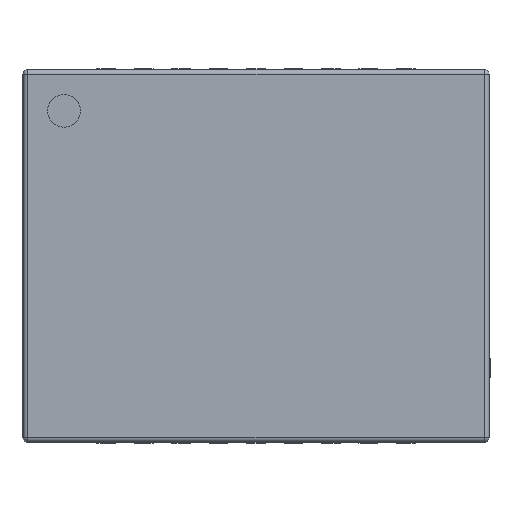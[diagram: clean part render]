
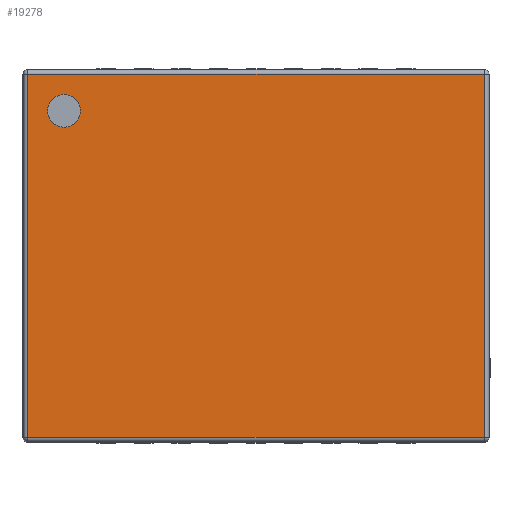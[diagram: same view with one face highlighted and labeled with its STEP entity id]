
A CAD part, top view. The second image highlights one B-rep face of the part: STEP entity #19278.
In plain terms, the highlighted planar face has unit normal (0, 0, 1).
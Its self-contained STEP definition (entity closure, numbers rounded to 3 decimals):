
#5277 = CYLINDRICAL_SURFACE('',#5278,0.05);
#5278 = AXIS2_PLACEMENT_3D('',#5279,#5280,#5281);
#5279 = CARTESIAN_POINT('',(-1.94,-2.44,0.83));
#5280 = DIRECTION('',(0.,1.,0.));
#5281 = DIRECTION('',(-1.,0.,0.));
#16426 = VERTEX_POINT('',#16427);
#16427 = CARTESIAN_POINT('',(-1.94,-2.44,0.88));
#16447 = EDGE_CURVE('',#16426,#16448,#16450,.T.);
#16448 = VERTEX_POINT('',#16449);
#16449 = CARTESIAN_POINT('',(-1.94,2.44,0.88));
#16450 = SURFACE_CURVE('',#16451,(#16455,#16462),.PCURVE_S1.);
#16451 = LINE('',#16452,#16453);
#16452 = CARTESIAN_POINT('',(-1.94,-2.44,0.88));
#16453 = VECTOR('',#16454,1.);
#16454 = DIRECTION('',(0.,1.,0.));
#16455 = PCURVE('',#5277,#16456);
#16456 = DEFINITIONAL_REPRESENTATION('',(#16457),#16461);
#16457 = LINE('',#16458,#16459);
#16458 = CARTESIAN_POINT('',(1.571,0.));
#16459 = VECTOR('',#16460,1.);
#16460 = DIRECTION('',(0.,1.));
#16461 = ( GEOMETRIC_REPRESENTATION_CONTEXT(2) 
PARAMETRIC_REPRESENTATION_CONTEXT() REPRESENTATION_CONTEXT('2D SPACE',''
  ) );
#16462 = PCURVE('',#16463,#16468);
#16463 = PLANE('',#16464);
#16464 = AXIS2_PLACEMENT_3D('',#16465,#16466,#16467);
#16465 = CARTESIAN_POINT('',(-1.99,-2.49,0.88));
#16466 = DIRECTION('',(0.,0.,1.));
#16467 = DIRECTION('',(1.,0.,0.));
#16468 = DEFINITIONAL_REPRESENTATION('',(#16469),#16473);
#16469 = LINE('',#16470,#16471);
#16470 = CARTESIAN_POINT('',(0.05,0.05));
#16471 = VECTOR('',#16472,1.);
#16472 = DIRECTION('',(0.,1.));
#16473 = ( GEOMETRIC_REPRESENTATION_CONTEXT(2) 
PARAMETRIC_REPRESENTATION_CONTEXT() REPRESENTATION_CONTEXT('2D SPACE',''
  ) );
#16845 = CYLINDRICAL_SURFACE('',#16846,0.05);
#16846 = AXIS2_PLACEMENT_3D('',#16847,#16848,#16849);
#16847 = CARTESIAN_POINT('',(-1.99,-2.44,0.83));
#16848 = DIRECTION('',(1.,0.,0.));
#16849 = DIRECTION('',(0.,-1.,0.));
#17976 = CYLINDRICAL_SURFACE('',#17977,0.05);
#17977 = AXIS2_PLACEMENT_3D('',#17978,#17979,#17980);
#17978 = CARTESIAN_POINT('',(1.94,-2.44,0.83));
#17979 = DIRECTION('',(0.,1.,0.));
#17980 = DIRECTION('',(0.,0.,1.));
#18171 = CYLINDRICAL_SURFACE('',#18172,0.05);
#18172 = AXIS2_PLACEMENT_3D('',#18173,#18174,#18175);
#18173 = CARTESIAN_POINT('',(-1.99,2.44,0.83));
#18174 = DIRECTION('',(1.,0.,0.));
#18175 = DIRECTION('',(0.,1.,0.));
#19278 = ADVANCED_FACE('',(#19279,#19349),#16463,.T.);
#19279 = FACE_BOUND('',#19280,.T.);
#19280 = EDGE_LOOP('',(#19281,#19304,#19327,#19348));
#19281 = ORIENTED_EDGE('',*,*,#19282,.T.);
#19282 = EDGE_CURVE('',#16426,#19283,#19285,.T.);
#19283 = VERTEX_POINT('',#19284);
#19284 = CARTESIAN_POINT('',(1.94,-2.44,0.88));
#19285 = SURFACE_CURVE('',#19286,(#19290,#19297),.PCURVE_S1.);
#19286 = LINE('',#19287,#19288);
#19287 = CARTESIAN_POINT('',(-1.99,-2.44,0.88));
#19288 = VECTOR('',#19289,1.);
#19289 = DIRECTION('',(1.,0.,0.));
#19290 = PCURVE('',#16463,#19291);
#19291 = DEFINITIONAL_REPRESENTATION('',(#19292),#19296);
#19292 = LINE('',#19293,#19294);
#19293 = CARTESIAN_POINT('',(0.,0.05));
#19294 = VECTOR('',#19295,1.);
#19295 = DIRECTION('',(1.,0.));
#19296 = ( GEOMETRIC_REPRESENTATION_CONTEXT(2) 
PARAMETRIC_REPRESENTATION_CONTEXT() REPRESENTATION_CONTEXT('2D SPACE',''
  ) );
#19297 = PCURVE('',#16845,#19298);
#19298 = DEFINITIONAL_REPRESENTATION('',(#19299),#19303);
#19299 = LINE('',#19300,#19301);
#19300 = CARTESIAN_POINT('',(-1.571,0.));
#19301 = VECTOR('',#19302,1.);
#19302 = DIRECTION('',(-0.,1.));
#19303 = ( GEOMETRIC_REPRESENTATION_CONTEXT(2) 
PARAMETRIC_REPRESENTATION_CONTEXT() REPRESENTATION_CONTEXT('2D SPACE',''
  ) );
#19304 = ORIENTED_EDGE('',*,*,#19305,.T.);
#19305 = EDGE_CURVE('',#19283,#19306,#19308,.T.);
#19306 = VERTEX_POINT('',#19307);
#19307 = CARTESIAN_POINT('',(1.94,2.44,0.88));
#19308 = SURFACE_CURVE('',#19309,(#19313,#19320),.PCURVE_S1.);
#19309 = LINE('',#19310,#19311);
#19310 = CARTESIAN_POINT('',(1.94,-2.44,0.88));
#19311 = VECTOR('',#19312,1.);
#19312 = DIRECTION('',(0.,1.,0.));
#19313 = PCURVE('',#16463,#19314);
#19314 = DEFINITIONAL_REPRESENTATION('',(#19315),#19319);
#19315 = LINE('',#19316,#19317);
#19316 = CARTESIAN_POINT('',(3.93,0.05));
#19317 = VECTOR('',#19318,1.);
#19318 = DIRECTION('',(0.,1.));
#19319 = ( GEOMETRIC_REPRESENTATION_CONTEXT(2) 
PARAMETRIC_REPRESENTATION_CONTEXT() REPRESENTATION_CONTEXT('2D SPACE',''
  ) );
#19320 = PCURVE('',#17976,#19321);
#19321 = DEFINITIONAL_REPRESENTATION('',(#19322),#19326);
#19322 = LINE('',#19323,#19324);
#19323 = CARTESIAN_POINT('',(0.,0.));
#19324 = VECTOR('',#19325,1.);
#19325 = DIRECTION('',(0.,1.));
#19326 = ( GEOMETRIC_REPRESENTATION_CONTEXT(2) 
PARAMETRIC_REPRESENTATION_CONTEXT() REPRESENTATION_CONTEXT('2D SPACE',''
  ) );
#19327 = ORIENTED_EDGE('',*,*,#19328,.F.);
#19328 = EDGE_CURVE('',#16448,#19306,#19329,.T.);
#19329 = SURFACE_CURVE('',#19330,(#19334,#19341),.PCURVE_S1.);
#19330 = LINE('',#19331,#19332);
#19331 = CARTESIAN_POINT('',(-1.99,2.44,0.88));
#19332 = VECTOR('',#19333,1.);
#19333 = DIRECTION('',(1.,0.,0.));
#19334 = PCURVE('',#16463,#19335);
#19335 = DEFINITIONAL_REPRESENTATION('',(#19336),#19340);
#19336 = LINE('',#19337,#19338);
#19337 = CARTESIAN_POINT('',(0.,4.93));
#19338 = VECTOR('',#19339,1.);
#19339 = DIRECTION('',(1.,0.));
#19340 = ( GEOMETRIC_REPRESENTATION_CONTEXT(2) 
PARAMETRIC_REPRESENTATION_CONTEXT() REPRESENTATION_CONTEXT('2D SPACE',''
  ) );
#19341 = PCURVE('',#18171,#19342);
#19342 = DEFINITIONAL_REPRESENTATION('',(#19343),#19347);
#19343 = LINE('',#19344,#19345);
#19344 = CARTESIAN_POINT('',(1.571,0.));
#19345 = VECTOR('',#19346,1.);
#19346 = DIRECTION('',(0.,1.));
#19347 = ( GEOMETRIC_REPRESENTATION_CONTEXT(2) 
PARAMETRIC_REPRESENTATION_CONTEXT() REPRESENTATION_CONTEXT('2D SPACE',''
  ) );
#19348 = ORIENTED_EDGE('',*,*,#16447,.F.);
#19349 = FACE_BOUND('',#19350,.T.);
#19350 = EDGE_LOOP('',(#19351));
#19351 = ORIENTED_EDGE('',*,*,#19352,.F.);
#19352 = EDGE_CURVE('',#19353,#19353,#19355,.T.);
#19353 = VERTEX_POINT('',#19354);
#19354 = CARTESIAN_POINT('',(-1.375,-2.05,0.88));
#19355 = SURFACE_CURVE('',#19356,(#19361,#19368),.PCURVE_S1.);
#19356 = CIRCLE('',#19357,0.175);
#19357 = AXIS2_PLACEMENT_3D('',#19358,#19359,#19360);
#19358 = CARTESIAN_POINT('',(-1.55,-2.05,0.88));
#19359 = DIRECTION('',(0.,0.,1.));
#19360 = DIRECTION('',(1.,0.,0.));
#19361 = PCURVE('',#16463,#19362);
#19362 = DEFINITIONAL_REPRESENTATION('',(#19363),#19367);
#19363 = CIRCLE('',#19364,0.175);
#19364 = AXIS2_PLACEMENT_2D('',#19365,#19366);
#19365 = CARTESIAN_POINT('',(0.44,0.44));
#19366 = DIRECTION('',(1.,0.));
#19367 = ( GEOMETRIC_REPRESENTATION_CONTEXT(2) 
PARAMETRIC_REPRESENTATION_CONTEXT() REPRESENTATION_CONTEXT('2D SPACE',''
  ) );
#19368 = PCURVE('',#19369,#19374);
#19369 = CYLINDRICAL_SURFACE('',#19370,0.175);
#19370 = AXIS2_PLACEMENT_3D('',#19371,#19372,#19373);
#19371 = CARTESIAN_POINT('',(-1.55,-2.05,0.88));
#19372 = DIRECTION('',(-0.,-0.,-1.));
#19373 = DIRECTION('',(1.,0.,0.));
#19374 = DEFINITIONAL_REPRESENTATION('',(#19375),#19379);
#19375 = LINE('',#19376,#19377);
#19376 = CARTESIAN_POINT('',(-0.,0.));
#19377 = VECTOR('',#19378,1.);
#19378 = DIRECTION('',(-1.,0.));
#19379 = ( GEOMETRIC_REPRESENTATION_CONTEXT(2) 
PARAMETRIC_REPRESENTATION_CONTEXT() REPRESENTATION_CONTEXT('2D SPACE',''
  ) );
